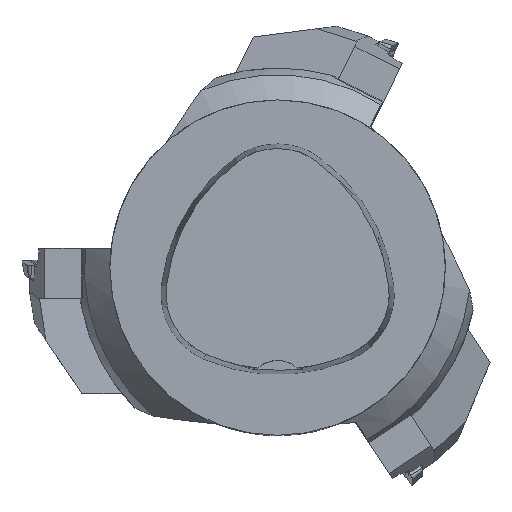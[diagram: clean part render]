
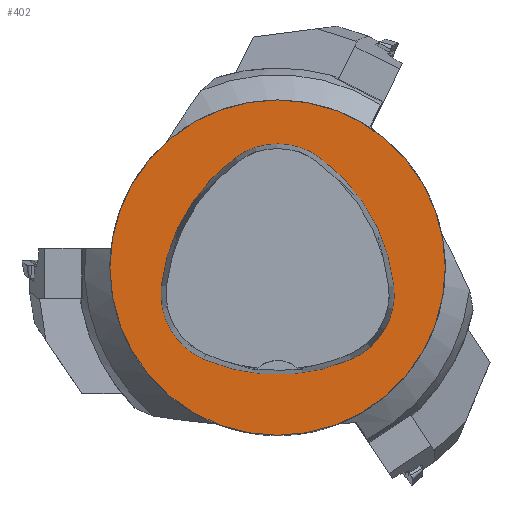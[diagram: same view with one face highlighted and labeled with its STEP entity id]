
A CAD part, top view. The second image highlights one B-rep face of the part: STEP entity #402.
In plain terms, the highlighted planar face has unit normal (0, 0, 1).
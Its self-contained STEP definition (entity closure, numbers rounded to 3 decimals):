
#177=PLANE('',#2495);
#402=ADVANCED_FACE('',(#590,#591),#177,.T.);
#524=CIRCLE('',#2461,40.);
#528=CIRCLE('',#2473,44.);
#530=CIRCLE('',#2476,17.);
#532=CIRCLE('',#2479,44.);
#534=CIRCLE('',#2482,17.);
#538=CIRCLE('',#2487,44.);
#540=CIRCLE('',#2490,17.);
#590=FACE_BOUND('',#657,.T.);
#591=FACE_BOUND('',#658,.T.);
#657=EDGE_LOOP('',(#885,#886,#887,#888,#889,#890));
#658=EDGE_LOOP('',(#891));
#885=ORIENTED_EDGE('',*,*,#1697,.T.);
#886=ORIENTED_EDGE('',*,*,#1677,.T.);
#887=ORIENTED_EDGE('',*,*,#1681,.T.);
#888=ORIENTED_EDGE('',*,*,#1684,.T.);
#889=ORIENTED_EDGE('',*,*,#1687,.T.);
#890=ORIENTED_EDGE('',*,*,#1695,.T.);
#891=ORIENTED_EDGE('',*,*,#1661,.F.);
#1441=VERTEX_POINT('',#3357);
#1457=VERTEX_POINT('',#3390);
#1458=VERTEX_POINT('',#3391);
#1461=VERTEX_POINT('',#3399);
#1463=VERTEX_POINT('',#3405);
#1465=VERTEX_POINT('',#3411);
#1472=VERTEX_POINT('',#3432);
#1661=EDGE_CURVE('',#1441,#1441,#524,.T.);
#1677=EDGE_CURVE('',#1457,#1458,#528,.T.);
#1681=EDGE_CURVE('',#1458,#1461,#530,.T.);
#1684=EDGE_CURVE('',#1461,#1463,#532,.T.);
#1687=EDGE_CURVE('',#1463,#1465,#534,.T.);
#1695=EDGE_CURVE('',#1465,#1472,#538,.T.);
#1697=EDGE_CURVE('',#1472,#1457,#540,.T.);
#2461=AXIS2_PLACEMENT_3D('',#3356,#2704,#2705);
#2473=AXIS2_PLACEMENT_3D('',#3389,#2733,#2734);
#2476=AXIS2_PLACEMENT_3D('',#3398,#2741,#2742);
#2479=AXIS2_PLACEMENT_3D('',#3404,#2748,#2749);
#2482=AXIS2_PLACEMENT_3D('',#3410,#2755,#2756);
#2487=AXIS2_PLACEMENT_3D('',#3433,#2767,#2768);
#2490=AXIS2_PLACEMENT_3D('',#3436,#2773,#2774);
#2495=AXIS2_PLACEMENT_3D('',#3441,#2783,#2784);
#2704=DIRECTION('',(0.,0.,-1.));
#2705=DIRECTION('',(-1.,0.,0.));
#2733=DIRECTION('',(0.,0.,-1.));
#2734=DIRECTION('',(-1.,0.,0.));
#2741=DIRECTION('',(0.,0.,-1.));
#2742=DIRECTION('',(-1.,0.,0.));
#2748=DIRECTION('',(0.,0.,-1.));
#2749=DIRECTION('',(-1.,0.,0.));
#2755=DIRECTION('',(0.,0.,-1.));
#2756=DIRECTION('',(-1.,0.,0.));
#2767=DIRECTION('',(0.,0.,-1.));
#2768=DIRECTION('',(-1.,0.,0.));
#2773=DIRECTION('',(0.,0.,-1.));
#2774=DIRECTION('',(-1.,0.,0.));
#2783=DIRECTION('',(0.,0.,1.));
#2784=DIRECTION('',(1.,0.,0.));
#3356=CARTESIAN_POINT('',(0.,0.,0.));
#3357=CARTESIAN_POINT('',(-40.,0.,0.));
#3389=CARTESIAN_POINT('',(16.01,-9.224,0.));
#3390=CARTESIAN_POINT('',(-27.722,-4.378,0.));
#3391=CARTESIAN_POINT('',(-10.119,26.178,0.));
#3398=CARTESIAN_POINT('',(-0.023,12.5,0.));
#3399=CARTESIAN_POINT('',(10.049,26.194,0.));
#3404=CARTESIAN_POINT('',(-16.021,-9.25,0.));
#3405=CARTESIAN_POINT('',(27.71,-4.394,0.));
#3410=CARTESIAN_POINT('',(10.814,-6.27,0.));
#3411=CARTESIAN_POINT('',(17.611,-21.852,0.));
#3432=CARTESIAN_POINT('',(-17.652,-21.819,0.));
#3433=CARTESIAN_POINT('',(0.017,18.477,0.));
#3436=CARTESIAN_POINT('',(-10.825,-6.25,0.));
#3441=CARTESIAN_POINT('',(0.,0.,0.));
